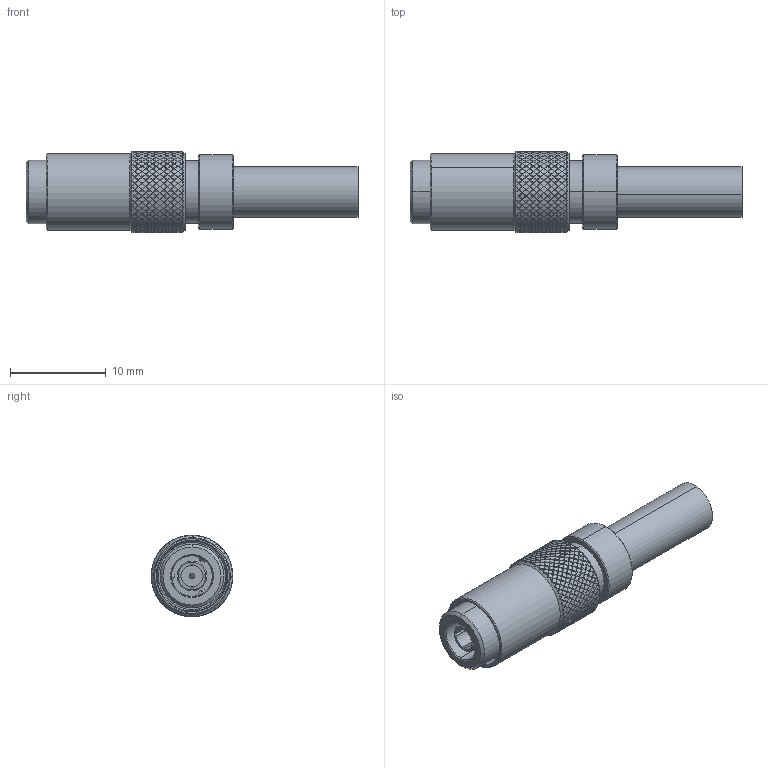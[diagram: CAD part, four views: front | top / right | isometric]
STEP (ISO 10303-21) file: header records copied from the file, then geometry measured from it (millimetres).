
FILE_DESCRIPTION (( 'STEP AP203' ), '1' );
FILE_NAME ('DIN1023-P-2.6C.STEP', '2025-03-12T01:32:27', ( '' ), ( '' ), 'SwSTEP 2.0', 'SolidWorks 2022', '' );
FILE_SCHEMA (( 'CONFIG_CONTROL_DESIGN' ));
Length unit declared in the file: millimetre
Products named in the file (1): DIN1023-P-2.6C
Bounding box: 34.62 x 8.5 x 8.5 mm (x, y, z)
Volume: 1233.3 mm3; surface area: 1234.1 mm2
Topology: 1 solids, 1 shells, 4543 faces, 10580 edges, 6055 vertices
Faces by surface type: bspline 3760, cylinder 675, cone 70, plane 28, sphere 6, torus 4
Entity records: 210085 total; most frequent: CARTESIAN_POINT 151145, ORIENTED_EDGE 21160, EDGE_CURVE 10580, VERTEX_POINT 6055, EDGE_LOOP 4559, FACE_OUTER_BOUND 4543, ADVANCED_FACE 4543, B_SPLINE_CURVE_WITH_KNOTS 2946
